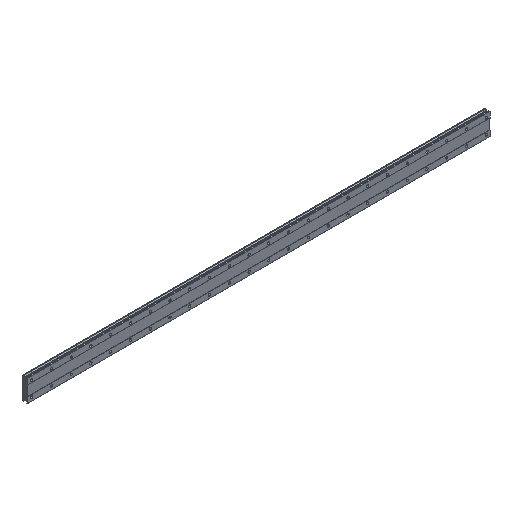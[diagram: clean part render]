
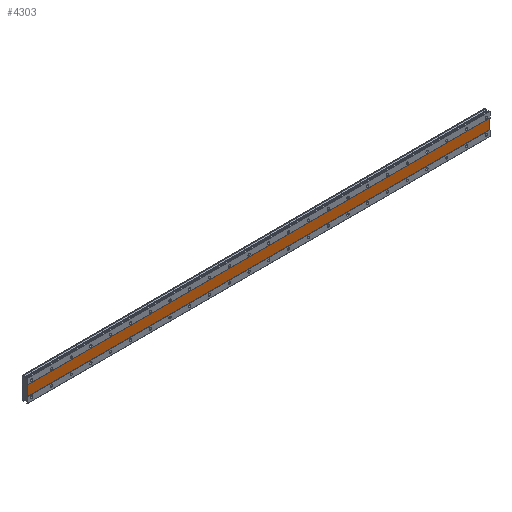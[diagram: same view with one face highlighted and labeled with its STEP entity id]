
A CAD part, isometric view. The second image highlights one B-rep face of the part: STEP entity #4303.
In plain terms, the highlighted planar face has unit normal (0, -1, 0).
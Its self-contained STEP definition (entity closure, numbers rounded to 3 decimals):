
#111 = VERTEX_POINT ( 'NONE', #1219 ) ;
#605 = EDGE_LOOP ( 'NONE', ( #1775, #2179, #5818, #4691 ) ) ;
#623 = VERTEX_POINT ( 'NONE', #7897 ) ;
#828 = DIRECTION ( 'NONE',  ( 0., 0., 1. ) ) ;
#1103 = DIRECTION ( 'NONE',  ( -1., 0., 0. ) ) ;
#1219 = CARTESIAN_POINT ( 'NONE',  ( -15., 1., 20. ) ) ;
#1224 = VERTEX_POINT ( 'NONE', #7513 ) ;
#1775 = ORIENTED_EDGE ( 'NONE', *, *, #7656, .F. ) ;
#1864 = EDGE_CURVE ( 'NONE', #111, #623, #6387, .T. ) ;
#2179 = ORIENTED_EDGE ( 'NONE', *, *, #3139, .F. ) ;
#2242 = LINE ( 'NONE', #4839, #2433 ) ;
#2407 = CARTESIAN_POINT ( 'NONE',  ( 1855., 1., -20. ) ) ;
#2433 = VECTOR ( 'NONE', #7430, 1000. ) ;
#2488 = DIRECTION ( 'NONE',  ( 1., 0., 0. ) ) ;
#2898 = DIRECTION ( 'NONE',  ( 0., 0., 1. ) ) ;
#2940 = DIRECTION ( 'NONE',  ( 0., 1., 0. ) ) ;
#3028 = LINE ( 'NONE', #7619, #3235 ) ;
#3139 = EDGE_CURVE ( 'NONE', #623, #5480, #2242, .T. ) ;
#3235 = VECTOR ( 'NONE', #2898, 1000. ) ;
#4303 = ADVANCED_FACE ( 'NONE', ( #5529 ), #7428, .F. ) ;
#4379 = LINE ( 'NONE', #7009, #6109 ) ;
#4691 = ORIENTED_EDGE ( 'NONE', *, *, #8456, .F. ) ;
#4839 = CARTESIAN_POINT ( 'NONE',  ( 1855., 1., 20. ) ) ;
#5369 = AXIS2_PLACEMENT_3D ( 'NONE', #6737, #2940, #828 ) ;
#5480 = VERTEX_POINT ( 'NONE', #2407 ) ;
#5529 = FACE_OUTER_BOUND ( 'NONE', #605, .T. ) ;
#5818 = ORIENTED_EDGE ( 'NONE', *, *, #1864, .F. ) ;
#6109 = VECTOR ( 'NONE', #1103, 1000. ) ;
#6387 = LINE ( 'NONE', #6424, #7949 ) ;
#6424 = CARTESIAN_POINT ( 'NONE',  ( 1855., 1., 20. ) ) ;
#6737 = CARTESIAN_POINT ( 'NONE',  ( 1855., 1., 20. ) ) ;
#7009 = CARTESIAN_POINT ( 'NONE',  ( 1855., 1., -20. ) ) ;
#7428 = PLANE ( 'NONE',  #5369 ) ;
#7430 = DIRECTION ( 'NONE',  ( 0., 0., -1. ) ) ;
#7513 = CARTESIAN_POINT ( 'NONE',  ( -15., 1., -20. ) ) ;
#7619 = CARTESIAN_POINT ( 'NONE',  ( -15., 1., 20. ) ) ;
#7656 = EDGE_CURVE ( 'NONE', #5480, #1224, #4379, .T. ) ;
#7897 = CARTESIAN_POINT ( 'NONE',  ( 1855., 1., 20. ) ) ;
#7949 = VECTOR ( 'NONE', #2488, 1000. ) ;
#8456 = EDGE_CURVE ( 'NONE', #1224, #111, #3028, .T. ) ;
